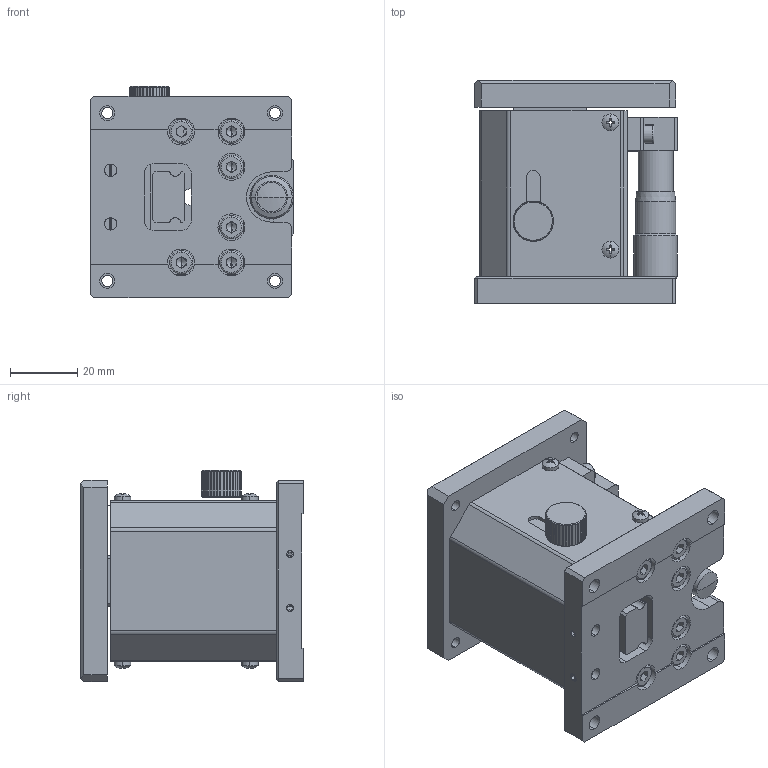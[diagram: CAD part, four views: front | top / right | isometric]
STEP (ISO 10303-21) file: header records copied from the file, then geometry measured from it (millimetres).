
FILE_DESCRIPTION (( 'STEP AP203' ), '1' );
FILE_NAME ('SKV13A-60Z(AP203).STEP', '2022-05-12T06:18:00', ( '' ), ( '' ), 'SwSTEP 2.0', 'SolidWorks 2017', '' );
FILE_SCHEMA (( 'CONFIG_CONTROL_DESIGN' ));
Length unit declared in the file: millimetre
Products named in the file (1): SKV13A-60Z(AP203)
Bounding box: 60.5 x 66.5 x 63 mm (x, y, z)
Surface area: 38020.6 mm2 (no closed solid volume)
Topology: 0 solids, 41 shells, 690 faces, 2134 edges, 1358 vertices
Faces by surface type: plane 412, cylinder 171, cone 53, torus 44, sphere 10
Entity records: 23792 total; most frequent: CARTESIAN_POINT 4689, DIRECTION 4239, ORIENTED_EDGE 3508, EDGE_CURVE 2100, AXIS2_PLACEMENT_3D 1512, VERTEX_POINT 1358, VECTOR 1215, LINE 1215
